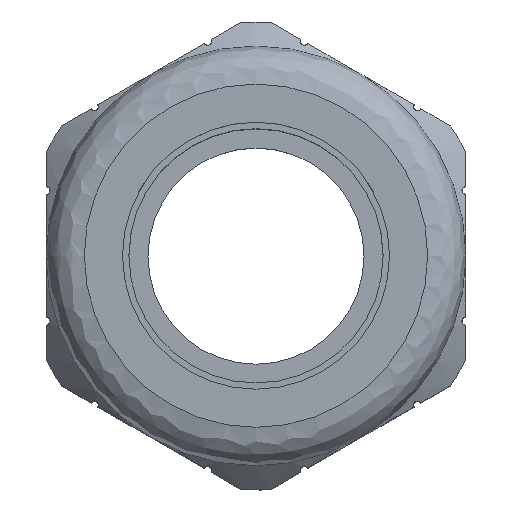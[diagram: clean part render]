
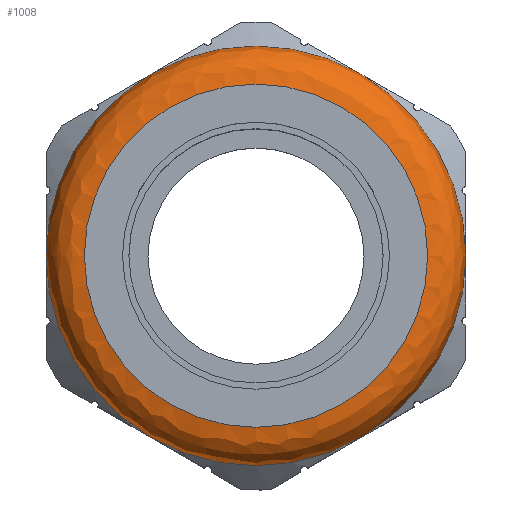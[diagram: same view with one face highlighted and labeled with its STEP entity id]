
A CAD part, top view. The second image highlights one B-rep face of the part: STEP entity #1008.
In plain terms, the highlighted free-form (B-spline) face has degree [2, 2] with [7, 3] control points.
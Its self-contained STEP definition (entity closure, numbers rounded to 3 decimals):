
#685=(
BOUNDED_SURFACE()
B_SPLINE_SURFACE(2,2,((#6052,#6053,#6054),(#6055,#6056,#6057),(#6058,#6059,
#6060),(#6061,#6062,#6063),(#6064,#6065,#6066),(#6067,#6068,#6069),(#6070,
#6071,#6072)),.UNSPECIFIED.,.T.,.F.,.F.)
B_SPLINE_SURFACE_WITH_KNOTS((1,2,2,2,2,1),(3,3),(-0.333,0.,
0.333,0.667,1.,1.333),(0.,1.),
 .UNSPECIFIED.)
GEOMETRIC_REPRESENTATION_ITEM()
RATIONAL_B_SPLINE_SURFACE(((1.,0.707,1.),(0.5,0.354,
0.5),(1.,0.707,1.),(0.5,0.354,0.5),(1.,0.707,
1.),(0.5,0.354,0.5),(1.,0.707,1.)))
REPRESENTATION_ITEM('')
SURFACE()
);
#1008=ADVANCED_FACE('',(#1192,#1193),#685,.T.);
#1192=FACE_BOUND('',#1284,.T.);
#1193=FACE_BOUND('',#1285,.T.);
#1284=EDGE_LOOP('',(#1668));
#1285=EDGE_LOOP('',(#1669));
#1668=ORIENTED_EDGE('',*,*,#2700,.T.);
#1669=ORIENTED_EDGE('',*,*,#2699,.T.);
#2388=VERTEX_POINT('',#6048);
#2389=VERTEX_POINT('',#6051);
#2699=EDGE_CURVE('',#2388,#2388,#3005,.T.);
#2700=EDGE_CURVE('',#2389,#2389,#3006,.T.);
#3005=CIRCLE('',#4410,13.5);
#3006=CIRCLE('',#4412,16.5);
#4410=AXIS2_PLACEMENT_3D('',#6047,#4924,#4925);
#4412=AXIS2_PLACEMENT_3D('',#6050,#4928,#4929);
#4924=DIRECTION('',(0.,0.,-1.));
#4925=DIRECTION('',(-1.,0.,0.));
#4928=DIRECTION('',(0.,0.,1.));
#4929=DIRECTION('',(-1.,0.,0.));
#6047=CARTESIAN_POINT('',(0.,0.,11.4));
#6048=CARTESIAN_POINT('',(-13.5,0.,11.4));
#6050=CARTESIAN_POINT('',(0.,0.,8.4));
#6051=CARTESIAN_POINT('',(-16.5,0.,8.4));
#6052=CARTESIAN_POINT('',(-13.5,0.,11.4));
#6053=CARTESIAN_POINT('',(-16.5,0.,11.4));
#6054=CARTESIAN_POINT('',(-16.5,0.,8.4));
#6055=CARTESIAN_POINT('',(-13.5,23.383,11.4));
#6056=CARTESIAN_POINT('',(-16.5,28.579,11.4));
#6057=CARTESIAN_POINT('',(-16.5,28.579,8.4));
#6058=CARTESIAN_POINT('',(6.75,11.691,11.4));
#6059=CARTESIAN_POINT('',(8.25,14.289,11.4));
#6060=CARTESIAN_POINT('',(8.25,14.289,8.4));
#6061=CARTESIAN_POINT('',(27.,0.,11.4));
#6062=CARTESIAN_POINT('',(33.,0.,11.4));
#6063=CARTESIAN_POINT('',(33.,0.,8.4));
#6064=CARTESIAN_POINT('',(6.75,-11.691,11.4));
#6065=CARTESIAN_POINT('',(8.25,-14.289,11.4));
#6066=CARTESIAN_POINT('',(8.25,-14.289,8.4));
#6067=CARTESIAN_POINT('',(-13.5,-23.383,11.4));
#6068=CARTESIAN_POINT('',(-16.5,-28.579,11.4));
#6069=CARTESIAN_POINT('',(-16.5,-28.579,8.4));
#6070=CARTESIAN_POINT('',(-13.5,0.,11.4));
#6071=CARTESIAN_POINT('',(-16.5,0.,11.4));
#6072=CARTESIAN_POINT('',(-16.5,0.,8.4));
